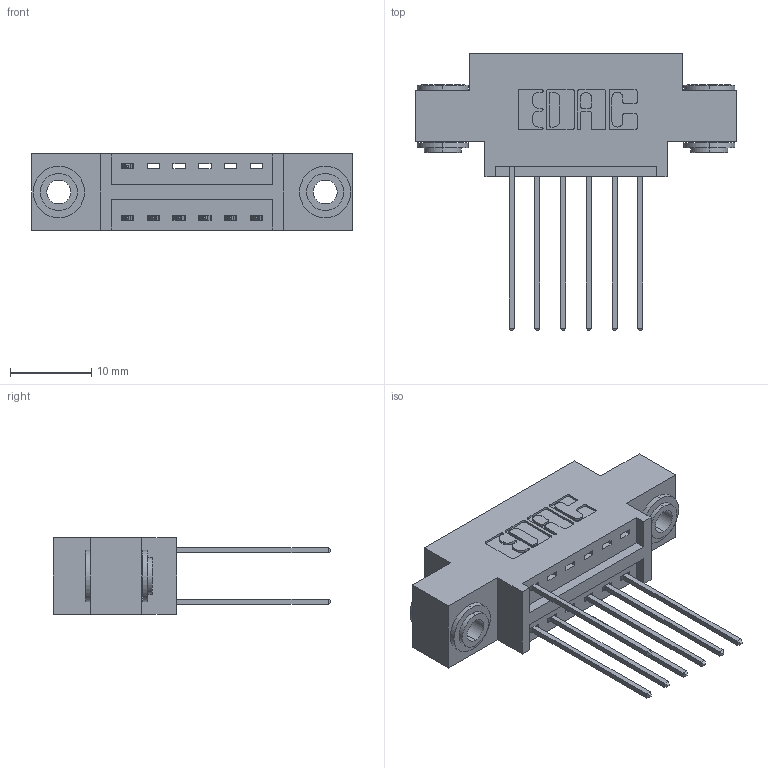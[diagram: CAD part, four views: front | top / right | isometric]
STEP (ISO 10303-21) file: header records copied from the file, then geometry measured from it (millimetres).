
FILE_DESCRIPTION (( 'STEP AP203' ), '1' );
FILE_NAME ('346-012-541-803.STEP', '2018-08-19T22:44:02', ( '' ), ( '' ), 'SwSTEP 2.0', 'SolidWorks 2016', '' );
FILE_SCHEMA (( 'CONFIG_CONTROL_DESIGN' ));
Length unit declared in the file: inch
Products named in the file (4): 346-012-541-803; 346 Part_0.170 Offset - 0.156 Dia-TH; 345-292-001_345-293-141; 345-250-002_345-250-002-102
Assembly tree (10 placements, depth 2):
  346-012-541-803
    346 Part_0.170 Offset - 0.156 Dia-TH
    345-292-001_345-293-141  x7
    345-250-002_345-250-002-102  x2
Bounding box: 39.62 x 34.29 x 9.4 mm (x, y, z)
Volume: 3444.2 mm3; surface area: 4495.3 mm2
Topology: 10 solids, 10 shells, 558 faces, 1607 edges, 1058 vertices
Faces by surface type: plane 360, cylinder 190, cone 8
Entity records: 9402 total; most frequent: CARTESIAN_POINT 1598, ORIENTED_EDGE 1530, DIRECTION 1485, EDGE_CURVE 765, VECTOR 585, LINE 585, VERTEX_POINT 506, AXIS2_PLACEMENT_3D 450
